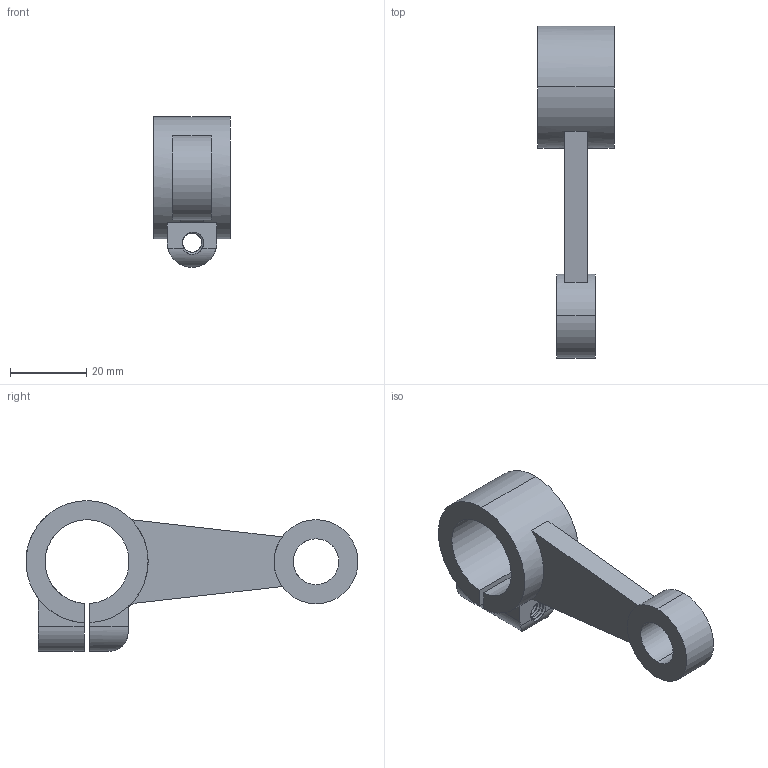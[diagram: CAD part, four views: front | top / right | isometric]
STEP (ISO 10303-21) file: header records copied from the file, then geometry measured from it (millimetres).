
FILE_DESCRIPTION(('CATIA V5 STEP Exchange'),'2;1');
FILE_NAME('Flansa.stp','2023-03-25T12:02:34+00:00',('none'),('none'),'CATIA Version 5 Release 21 GA (IN-10)','CATIA V5 STEP AP203','none');
FILE_SCHEMA(('CONFIG_CONTROL_DESIGN'));
Length unit declared in the file: millimetre
Products named in the file (1): Flansa
Bounding box: 20 x 87 x 39.5 mm (x, y, z)
Volume: 16228.7 mm3; surface area: 8520.3 mm2
Topology: 1 solids, 1 shells, 81 faces, 244 edges, 163 vertices
Faces by surface type: cylinder 60, plane 18, bspline 3
Entity records: 3931 total; most frequent: CARTESIAN_POINT 1936, ORIENTED_EDGE 488, DIRECTION 277, EDGE_CURVE 244, VERTEX_POINT 163, B_SPLINE_CURVE_WITH_KNOTS 121, AXIS2_PLACEMENT_3D 111, VECTOR 90
